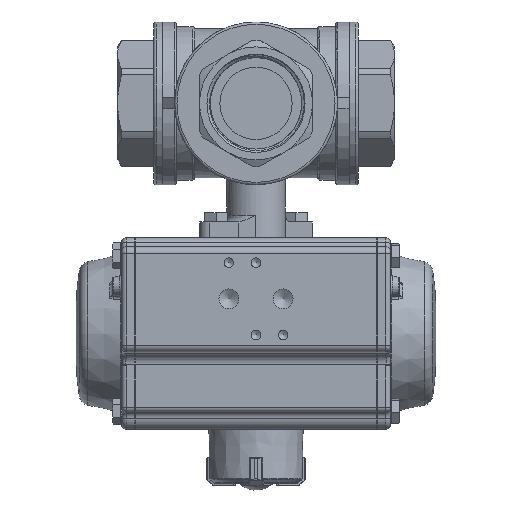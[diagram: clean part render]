
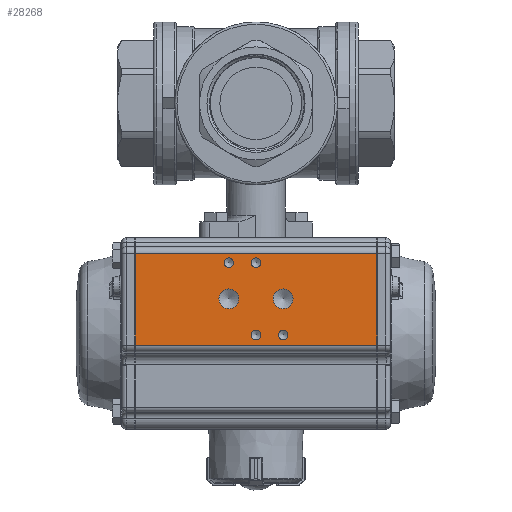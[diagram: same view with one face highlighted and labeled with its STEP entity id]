
A CAD part, front view. The second image highlights one B-rep face of the part: STEP entity #28268.
In plain terms, the highlighted face is planar.
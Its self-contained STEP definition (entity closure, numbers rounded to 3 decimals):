
#1171=PLANE('',#30583);
#3435=LINE('',#63133,#5868);
#3449=LINE('',#63198,#5882);
#3486=LINE('',#63322,#5919);
#3487=LINE('',#63324,#5920);
#5868=VECTOR('',#36471,1000.);
#5882=VECTOR('',#36523,1000.);
#5919=VECTOR('',#36648,1000.);
#5920=VECTOR('',#36651,1000.);
#12920=ORIENTED_EDGE('',*,*,#18244,.T.);
#12921=ORIENTED_EDGE('',*,*,#18339,.F.);
#12922=ORIENTED_EDGE('',*,*,#18276,.F.);
#12923=ORIENTED_EDGE('',*,*,#18340,.T.);
#12924=ORIENTED_EDGE('',*,*,#18157,.F.);
#12925=ORIENTED_EDGE('',*,*,#18155,.F.);
#12926=ORIENTED_EDGE('',*,*,#18153,.F.);
#12927=ORIENTED_EDGE('',*,*,#18151,.F.);
#12928=ORIENTED_EDGE('',*,*,#18149,.F.);
#12929=ORIENTED_EDGE('',*,*,#18147,.F.);
#18147=EDGE_CURVE('',#21450,#21450,#22736,.T.);
#18149=EDGE_CURVE('',#21453,#21453,#22738,.T.);
#18151=EDGE_CURVE('',#21456,#21456,#22740,.T.);
#18153=EDGE_CURVE('',#21459,#21459,#22742,.T.);
#18155=EDGE_CURVE('',#21462,#21462,#22744,.T.);
#18157=EDGE_CURVE('',#21465,#21465,#22746,.T.);
#18244=EDGE_CURVE('',#21554,#21553,#3435,.T.);
#18276=EDGE_CURVE('',#21585,#21586,#3449,.T.);
#18339=EDGE_CURVE('',#21586,#21553,#3486,.T.);
#18340=EDGE_CURVE('',#21585,#21554,#3487,.T.);
#21450=VERTEX_POINT('',#62884);
#21453=VERTEX_POINT('',#62891);
#21456=VERTEX_POINT('',#62898);
#21459=VERTEX_POINT('',#62905);
#21462=VERTEX_POINT('',#62912);
#21465=VERTEX_POINT('',#62919);
#21553=VERTEX_POINT('',#63132);
#21554=VERTEX_POINT('',#63134);
#21585=VERTEX_POINT('',#63197);
#21586=VERTEX_POINT('',#63199);
#22736=CIRCLE('',#30405,4.4);
#22738=CIRCLE('',#30409,4.4);
#22740=CIRCLE('',#30413,2.1);
#22742=CIRCLE('',#30417,2.1);
#22744=CIRCLE('',#30421,2.1);
#22746=CIRCLE('',#30425,2.1);
#24493=EDGE_LOOP('',(#12920,#12921,#12922,#12923));
#24494=EDGE_LOOP('',(#12924));
#24495=EDGE_LOOP('',(#12925));
#24496=EDGE_LOOP('',(#12926));
#24497=EDGE_LOOP('',(#12927));
#24498=EDGE_LOOP('',(#12928));
#24499=EDGE_LOOP('',(#12929));
#26331=FACE_BOUND('',#24493,.T.);
#26332=FACE_BOUND('',#24494,.T.);
#26333=FACE_BOUND('',#24495,.T.);
#26334=FACE_BOUND('',#24496,.T.);
#26335=FACE_BOUND('',#24497,.T.);
#26336=FACE_BOUND('',#24498,.T.);
#26337=FACE_BOUND('',#24499,.T.);
#28268=ADVANCED_FACE('',(#26331,#26332,#26333,#26334,#26335,#26336,#26337),
#1171,.F.);
#30405=AXIS2_PLACEMENT_3D('',#62883,#36210,#36211);
#30409=AXIS2_PLACEMENT_3D('',#62890,#36218,#36219);
#30413=AXIS2_PLACEMENT_3D('',#62897,#36226,#36227);
#30417=AXIS2_PLACEMENT_3D('',#62904,#36234,#36235);
#30421=AXIS2_PLACEMENT_3D('',#62911,#36242,#36243);
#30425=AXIS2_PLACEMENT_3D('',#62918,#36250,#36251);
#30583=AXIS2_PLACEMENT_3D('',#63323,#36649,#36650);
#36210=DIRECTION('',(-1.,0.,0.));
#36211=DIRECTION('',(0.,0.,1.));
#36218=DIRECTION('',(-1.,0.,0.));
#36219=DIRECTION('',(0.,0.,1.));
#36226=DIRECTION('',(-1.,0.,0.));
#36227=DIRECTION('',(0.,0.,1.));
#36234=DIRECTION('',(-1.,0.,0.));
#36235=DIRECTION('',(0.,0.,1.));
#36242=DIRECTION('',(-1.,0.,0.));
#36243=DIRECTION('',(0.,0.,1.));
#36250=DIRECTION('',(-1.,0.,0.));
#36251=DIRECTION('',(0.,0.,1.));
#36471=DIRECTION('',(0.,-1.,0.));
#36523=DIRECTION('',(0.,-1.,0.));
#36648=DIRECTION('',(0.,0.,-1.));
#36649=DIRECTION('',(1.,0.,0.));
#36650=DIRECTION('',(0.,1.,0.));
#36651=DIRECTION('',(0.,0.,-1.));
#62883=CARTESIAN_POINT('',(-46.55,-15.35,12.));
#62884=CARTESIAN_POINT('',(-46.55,-15.35,16.4));
#62890=CARTESIAN_POINT('',(-46.55,-15.35,-12.));
#62891=CARTESIAN_POINT('',(-46.55,-15.35,-7.6));
#62897=CARTESIAN_POINT('',(-46.55,-31.35,12.));
#62898=CARTESIAN_POINT('',(-46.55,-31.35,14.1));
#62904=CARTESIAN_POINT('',(-46.55,-31.35,0.));
#62905=CARTESIAN_POINT('',(-46.55,-31.35,2.1));
#62911=CARTESIAN_POINT('',(-46.55,0.65,0.));
#62912=CARTESIAN_POINT('',(-46.55,0.65,2.1));
#62918=CARTESIAN_POINT('',(-46.55,0.65,-12.));
#62919=CARTESIAN_POINT('',(-46.55,0.65,-9.9));
#63132=CARTESIAN_POINT('',(-46.55,-35.35,-53.5));
#63133=CARTESIAN_POINT('',(-46.55,5.107,-53.5));
#63134=CARTESIAN_POINT('',(-46.55,5.107,-53.5));
#63197=CARTESIAN_POINT('',(-46.55,5.107,53.5));
#63198=CARTESIAN_POINT('',(-46.55,5.107,53.5));
#63199=CARTESIAN_POINT('',(-46.55,-35.35,53.5));
#63322=CARTESIAN_POINT('',(-46.55,-35.35,53.5));
#63323=CARTESIAN_POINT('',(-46.55,5.107,53.5));
#63324=CARTESIAN_POINT('',(-46.55,5.107,53.5));
